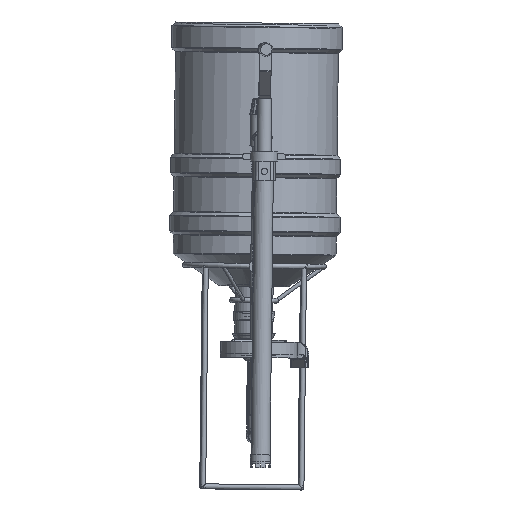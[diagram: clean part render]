
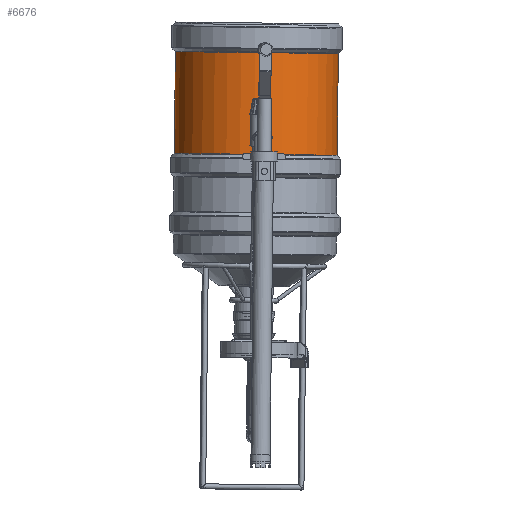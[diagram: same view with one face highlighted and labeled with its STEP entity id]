
A CAD part, front view. The second image highlights one B-rep face of the part: STEP entity #6676.
In plain terms, the highlighted cylindrical face has radius 129 mm (diameter 258 mm), a full revolution.
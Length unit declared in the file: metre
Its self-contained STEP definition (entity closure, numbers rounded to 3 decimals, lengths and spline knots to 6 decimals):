
#419=CYLINDRICAL_SURFACE('',#7922,0.129);
#2009=ORIENTED_EDGE('',*,*,#3434,.F.);
#2010=ORIENTED_EDGE('',*,*,#3435,.T.);
#3434=EDGE_CURVE('',#4218,#4218,#4780,.T.);
#3435=EDGE_CURVE('',#4219,#4219,#4781,.T.);
#4218=VERTEX_POINT('',#12026);
#4219=VERTEX_POINT('',#12029);
#4780=CIRCLE('',#7921,0.129);
#4781=CIRCLE('',#7923,0.129);
#5191=EDGE_LOOP('',(#2009));
#5192=EDGE_LOOP('',(#2010));
#5854=FACE_BOUND('',#5191,.T.);
#5855=FACE_BOUND('',#5192,.T.);
#6676=ADVANCED_FACE('',(#5854,#5855),#419,.T.);
#7921=AXIS2_PLACEMENT_3D('',#12025,#9141,#9142);
#7922=AXIS2_PLACEMENT_3D('',#12027,#9143,#9144);
#7923=AXIS2_PLACEMENT_3D('',#12028,#9145,#9146);
#9141=DIRECTION('',(0.,0.,-1.));
#9142=DIRECTION('',(-1.,0.,0.));
#9143=DIRECTION('',(0.,0.,-1.));
#9144=DIRECTION('',(-1.,0.,0.));
#9145=DIRECTION('',(0.,0.,-1.));
#9146=DIRECTION('',(-1.,0.,0.));
#12025=CARTESIAN_POINT('',(0.,0.,0.292));
#12026=CARTESIAN_POINT('',(-0.129,0.,0.292));
#12027=CARTESIAN_POINT('',(0.,0.,0.25));
#12028=CARTESIAN_POINT('',(0.,0.,0.453));
#12029=CARTESIAN_POINT('',(-0.129,0.,0.453));
